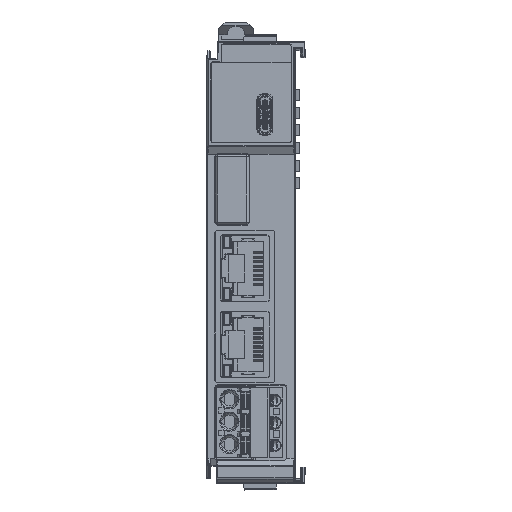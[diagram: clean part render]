
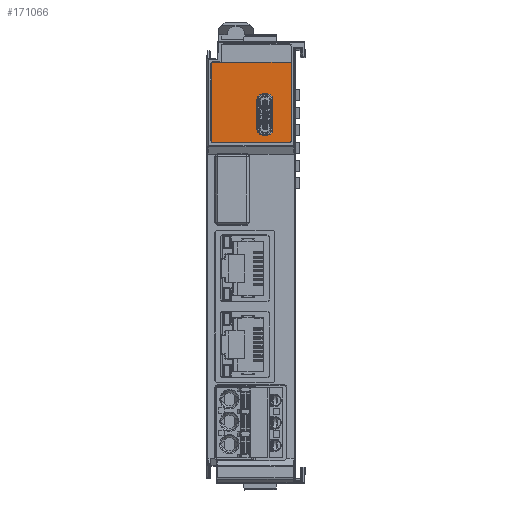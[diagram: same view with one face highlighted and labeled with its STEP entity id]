
A CAD part, top view. The second image highlights one B-rep face of the part: STEP entity #171066.
In plain terms, the highlighted planar face has unit normal (0, 0, 1).
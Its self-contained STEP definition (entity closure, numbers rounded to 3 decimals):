
#170591=CARTESIAN_POINT('',(15.649,-16.39,64.55));
#170592=VERTEX_POINT('',#170591);
#170599=CARTESIAN_POINT('',(17.499,-16.39,64.549));
#170600=VERTEX_POINT('',#170599);
#170601=CARTESIAN_POINT('',(15.649,-16.39,64.549));
#170602=DIRECTION('',(1.,0.,0.));
#170603=VECTOR('',#170602,1.85);
#170604=LINE('',#170601,#170603);
#170605=EDGE_CURVE('',#170592,#170600,#170604,.T.);
#170678=CARTESIAN_POINT('',(32.849,-34.59,64.55));
#170679=VERTEX_POINT('',#170678);
#170686=CARTESIAN_POINT('',(15.649,-34.59,64.55));
#170687=VERTEX_POINT('',#170686);
#170688=CARTESIAN_POINT('',(32.849,-34.59,64.55));
#170689=DIRECTION('',(-1.,0.,0.));
#170690=VECTOR('',#170689,17.2);
#170691=LINE('',#170688,#170690);
#170692=EDGE_CURVE('',#170679,#170687,#170691,.T.);
#170710=CARTESIAN_POINT('',(15.199,-34.14,64.55));
#170711=VERTEX_POINT('',#170710);
#170718=CARTESIAN_POINT('',(15.199,-16.84,64.55));
#170719=VERTEX_POINT('',#170718);
#170720=CARTESIAN_POINT('',(15.199,-34.14,64.55));
#170721=DIRECTION('',(0.,1.,0.));
#170722=VECTOR('',#170721,17.3);
#170723=LINE('',#170720,#170722);
#170724=EDGE_CURVE('',#170711,#170719,#170723,.T.);
#170748=CARTESIAN_POINT('',(33.299,-16.39,64.55));
#170749=VERTEX_POINT('',#170748);
#170750=CARTESIAN_POINT('',(33.299,-34.14,64.55));
#170751=VERTEX_POINT('',#170750);
#170752=CARTESIAN_POINT('',(33.299,-16.39,64.55));
#170753=DIRECTION('',(0.,-1.,0.));
#170754=VECTOR('',#170753,17.75);
#170755=LINE('',#170752,#170754);
#170756=EDGE_CURVE('',#170749,#170751,#170755,.T.);
#170958=CARTESIAN_POINT('',(32.449,-33.678,64.55));
#170959=DIRECTION('',(1.,0.,0.));
#170960=DIRECTION('',(0.,0.,1.));
#170961=AXIS2_PLACEMENT_3D('',#170958,#170960,#170959);
#170962=PLANE('',#170961);
#170963=ORIENTED_EDGE('',*,*,#170605,.F.);
#170964=CARTESIAN_POINT('',(15.649,-16.84,64.55));
#170965=DIRECTION('',(0.,1.,0.));
#170966=DIRECTION('',(0.,0.,1.));
#170967=AXIS2_PLACEMENT_3D('',#170964,#170966,#170965);
#170968=CIRCLE('',#170967,0.45);
#170969=EDGE_CURVE('',#170592,#170719,#170968,.T.);
#170970=ORIENTED_EDGE('',*,*,#170969,.T.);
#170971=ORIENTED_EDGE('',*,*,#170724,.F.);
#170972=CARTESIAN_POINT('',(15.649,-34.14,64.55));
#170973=DIRECTION('',(-1.,0.,0.));
#170974=DIRECTION('',(0.,0.,1.));
#170975=AXIS2_PLACEMENT_3D('',#170972,#170974,#170973);
#170976=CIRCLE('',#170975,0.45);
#170977=EDGE_CURVE('',#170711,#170687,#170976,.T.);
#170978=ORIENTED_EDGE('',*,*,#170977,.T.);
#170979=ORIENTED_EDGE('',*,*,#170692,.F.);
#170980=CARTESIAN_POINT('',(32.849,-34.14,64.55));
#170981=DIRECTION('',(0.,-1.,0.));
#170982=DIRECTION('',(0.,0.,1.));
#170983=AXIS2_PLACEMENT_3D('',#170980,#170982,#170981);
#170984=CIRCLE('',#170983,0.45);
#170985=EDGE_CURVE('',#170679,#170751,#170984,.T.);
#170986=ORIENTED_EDGE('',*,*,#170985,.T.);
#170987=ORIENTED_EDGE('',*,*,#170756,.F.);
#170988=CARTESIAN_POINT('',(33.299,-16.39,64.55));
#170989=DIRECTION('',(-1.,0.,0.));
#170990=VECTOR('',#170989,15.8);
#170991=LINE('',#170988,#170990);
#170992=EDGE_CURVE('',#170749,#170600,#170991,.T.);
#170993=ORIENTED_EDGE('',*,*,#170992,.T.);
#170994=EDGE_LOOP('',(#170963,#170970,#170971,#170978,#170979,#170986,#170987,#170993));
#170995=FACE_OUTER_BOUND('',#170994,.T.);
#170996=CARTESIAN_POINT('',(29.149,-31.74,64.55));
#170997=VERTEX_POINT('',#170996);
#170998=CARTESIAN_POINT('',(27.949,-32.94,64.55));
#170999=VERTEX_POINT('',#170998);
#171000=CARTESIAN_POINT('',(27.949,-31.74,64.55));
#171001=DIRECTION('',(1.,0.,0.));
#171002=DIRECTION('',(0.,0.,-1.));
#171003=AXIS2_PLACEMENT_3D('',#171000,#171002,#171001);
#171004=CIRCLE('',#171003,1.2);
#171005=EDGE_CURVE('',#170997,#170999,#171004,.T.);
#171006=ORIENTED_EDGE('',*,*,#171005,.T.);
#171007=CARTESIAN_POINT('',(26.749,-32.94,64.55));
#171008=VERTEX_POINT('',#171007);
#171009=CARTESIAN_POINT('',(27.949,-32.94,64.55));
#171010=DIRECTION('',(-1.,0.,0.));
#171011=VECTOR('',#171010,1.2);
#171012=LINE('',#171009,#171011);
#171013=EDGE_CURVE('',#170999,#171008,#171012,.T.);
#171014=ORIENTED_EDGE('',*,*,#171013,.T.);
#171015=CARTESIAN_POINT('',(25.549,-31.74,64.55));
#171016=VERTEX_POINT('',#171015);
#171017=CARTESIAN_POINT('',(26.749,-31.74,64.55));
#171018=DIRECTION('',(0.,-1.,0.));
#171019=DIRECTION('',(0.,0.,-1.));
#171020=AXIS2_PLACEMENT_3D('',#171017,#171019,#171018);
#171021=CIRCLE('',#171020,1.2);
#171022=EDGE_CURVE('',#171008,#171016,#171021,.T.);
#171023=ORIENTED_EDGE('',*,*,#171022,.T.);
#171024=CARTESIAN_POINT('',(25.549,-24.79,64.55));
#171025=VERTEX_POINT('',#171024);
#171026=CARTESIAN_POINT('',(25.549,-31.74,64.55));
#171027=DIRECTION('',(0.,1.,0.));
#171028=VECTOR('',#171027,6.95);
#171029=LINE('',#171026,#171028);
#171030=EDGE_CURVE('',#171016,#171025,#171029,.T.);
#171031=ORIENTED_EDGE('',*,*,#171030,.T.);
#171032=CARTESIAN_POINT('',(26.749,-23.59,64.55));
#171033=VERTEX_POINT('',#171032);
#171034=CARTESIAN_POINT('',(26.749,-24.79,64.55));
#171035=DIRECTION('',(-1.,0.,0.));
#171036=DIRECTION('',(0.,0.,-1.));
#171037=AXIS2_PLACEMENT_3D('',#171034,#171036,#171035);
#171038=CIRCLE('',#171037,1.2);
#171039=EDGE_CURVE('',#171025,#171033,#171038,.T.);
#171040=ORIENTED_EDGE('',*,*,#171039,.T.);
#171041=CARTESIAN_POINT('',(27.949,-23.59,64.55));
#171042=VERTEX_POINT('',#171041);
#171043=CARTESIAN_POINT('',(26.749,-23.59,64.55));
#171044=DIRECTION('',(1.,0.,0.));
#171045=VECTOR('',#171044,1.2);
#171046=LINE('',#171043,#171045);
#171047=EDGE_CURVE('',#171033,#171042,#171046,.T.);
#171048=ORIENTED_EDGE('',*,*,#171047,.T.);
#171049=CARTESIAN_POINT('',(29.149,-24.79,64.55));
#171050=VERTEX_POINT('',#171049);
#171051=CARTESIAN_POINT('',(27.949,-24.79,64.55));
#171052=DIRECTION('',(0.,1.,0.));
#171053=DIRECTION('',(0.,0.,-1.));
#171054=AXIS2_PLACEMENT_3D('',#171051,#171053,#171052);
#171055=CIRCLE('',#171054,1.2);
#171056=EDGE_CURVE('',#171042,#171050,#171055,.T.);
#171057=ORIENTED_EDGE('',*,*,#171056,.T.);
#171058=CARTESIAN_POINT('',(29.149,-24.79,64.55));
#171059=DIRECTION('',(0.,-1.,0.));
#171060=VECTOR('',#171059,6.95);
#171061=LINE('',#171058,#171060);
#171062=EDGE_CURVE('',#171050,#170997,#171061,.T.);
#171063=ORIENTED_EDGE('',*,*,#171062,.T.);
#171064=EDGE_LOOP('',(#171006,#171014,#171023,#171031,#171040,#171048,#171057,#171063));
#171065=FACE_BOUND('',#171064,.T.);
#171066=ADVANCED_FACE('',(#170995,#171065),#170962,.T.);
